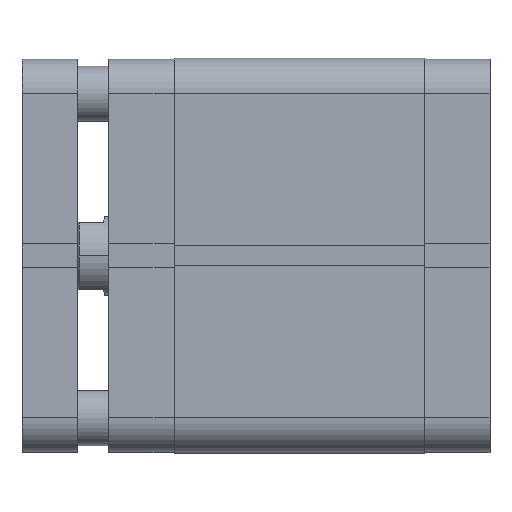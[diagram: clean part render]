
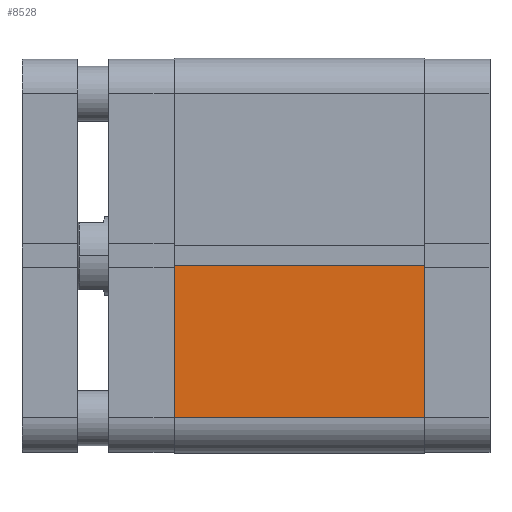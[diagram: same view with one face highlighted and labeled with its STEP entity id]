
A CAD part, top view. The second image highlights one B-rep face of the part: STEP entity #8528.
In plain terms, the highlighted face is planar.
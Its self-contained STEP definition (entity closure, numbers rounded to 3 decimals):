
#429 = EDGE_LOOP ( 'NONE', ( #1540, #1539, #1538, #1537 ) ) ;
#1537 = ORIENTED_EDGE ( 'NONE', *, *, #6630, .T. ) ;
#1538 = ORIENTED_EDGE ( 'NONE', *, *, #6553, .F. ) ;
#1539 = ORIENTED_EDGE ( 'NONE', *, *, #6631, .F. ) ;
#1540 = ORIENTED_EDGE ( 'NONE', *, *, #6580, .T. ) ;
#1860 = LINE ( 'NONE', #7953, #1879 ) ;
#1879 = VECTOR ( 'NONE', #7976, 1000. ) ;
#1938 = LINE ( 'NONE', #8039, #1942 ) ;
#1942 = VECTOR ( 'NONE', #8042, 1000. ) ;
#2041 = LINE ( 'NONE', #8245, #2042 ) ;
#2042 = VECTOR ( 'NONE', #7969, 1000. ) ;
#2043 = LINE ( 'NONE', #7983, #2044 ) ;
#2044 = VECTOR ( 'NONE', #7987, 1000. ) ;
#4651 = FACE_OUTER_BOUND ( 'NONE', #429, .T. ) ;
#4897 = CARTESIAN_POINT ( 'NONE',  ( 41., 50., 63.5 ) ) ;
#4946 = CARTESIAN_POINT ( 'NONE',  ( 41., 50., 0. ) ) ;
#4970 = CARTESIAN_POINT ( 'NONE',  ( 2.6, 50., 0. ) ) ;
#5071 = CARTESIAN_POINT ( 'NONE',  ( 2.6, 50., 63.5 ) ) ;
#5979 = PLANE ( 'NONE',  #6327 ) ;
#5982 = CARTESIAN_POINT ( 'NONE',  ( 2.6, 50., 63.5 ) ) ;
#5988 = DIRECTION ( 'NONE',  ( 0., -1., 0. ) ) ;
#5989 = DIRECTION ( 'NONE',  ( 1., 0., 0. ) ) ;
#6327 = AXIS2_PLACEMENT_3D ( 'NONE', #5982, #5988, #5989 ) ;
#6553 = EDGE_CURVE ( 'NONE', #7573, #7749, #1860, .T. ) ;
#6580 = EDGE_CURVE ( 'NONE', #7622, #7647, #1938, .T. ) ;
#6630 = EDGE_CURVE ( 'NONE', #7573, #7622, #2041, .T. ) ;
#6631 = EDGE_CURVE ( 'NONE', #7749, #7647, #2043, .T. ) ;
#7573 = VERTEX_POINT ( 'NONE', #4897 ) ;
#7622 = VERTEX_POINT ( 'NONE', #4946 ) ;
#7647 = VERTEX_POINT ( 'NONE', #4970 ) ;
#7749 = VERTEX_POINT ( 'NONE', #5071 ) ;
#7953 = CARTESIAN_POINT ( 'NONE',  ( 2.6, 50., 63.5 ) ) ;
#7969 = DIRECTION ( 'NONE',  ( 0., 0., -1. ) ) ;
#7976 = DIRECTION ( 'NONE',  ( -1., 0., 0. ) ) ;
#7983 = CARTESIAN_POINT ( 'NONE',  ( 2.6, 50., 63.5 ) ) ;
#7987 = DIRECTION ( 'NONE',  ( 0., 0., -1. ) ) ;
#8039 = CARTESIAN_POINT ( 'NONE',  ( 2.6, 50., 0. ) ) ;
#8042 = DIRECTION ( 'NONE',  ( -1., 0., 0. ) ) ;
#8245 = CARTESIAN_POINT ( 'NONE',  ( 41., 50., 63.5 ) ) ;
#8528 = ADVANCED_FACE ( 'NONE', ( #4651 ), #5979, .F. ) ;
